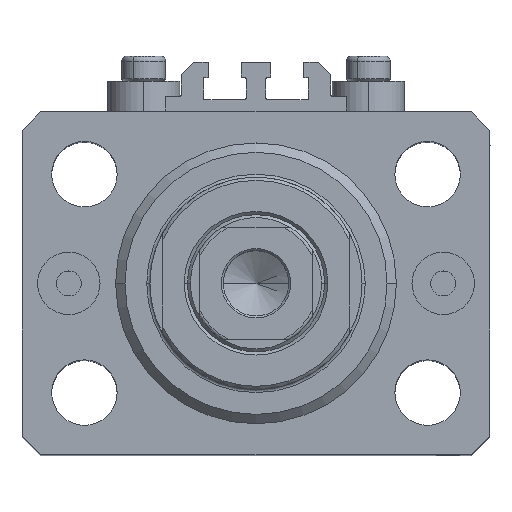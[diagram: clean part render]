
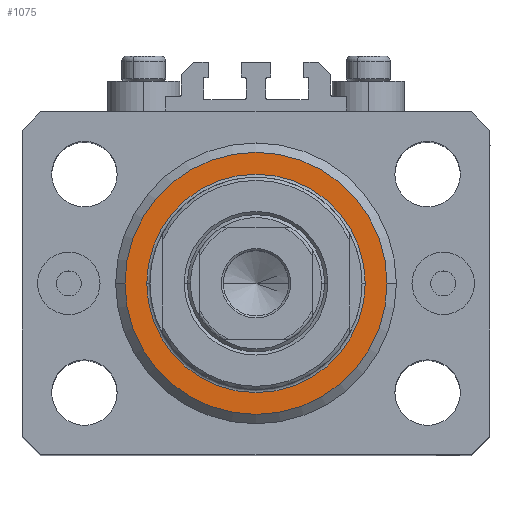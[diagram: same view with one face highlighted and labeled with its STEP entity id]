
A CAD part, top view. The second image highlights one B-rep face of the part: STEP entity #1075.
In plain terms, the highlighted face is planar.
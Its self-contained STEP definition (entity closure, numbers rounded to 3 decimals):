
#1075 = ADVANCED_FACE ( 'NONE', ( #30775, #12640 ), #23879, .F. ) ;
#1492 = EDGE_CURVE ( 'NONE', #7388, #32978, #43434, .T. ) ;
#2237 = EDGE_CURVE ( 'NONE', #32978, #7388, #9930, .T. ) ;
#3103 = VERTEX_POINT ( 'NONE', #15836 ) ;
#3329 = DIRECTION ( 'NONE',  ( 1., 0., 0. ) ) ;
#3411 = CARTESIAN_POINT ( 'NONE',  ( -17.5, 0., 0. ) ) ;
#4021 = CIRCLE ( 'NONE', #27650, 21. ) ;
#5971 = DIRECTION ( 'NONE',  ( 1., 0., 0. ) ) ;
#7388 = VERTEX_POINT ( 'NONE', #3411 ) ;
#9930 = CIRCLE ( 'NONE', #13740, 17.5 ) ;
#11072 = CIRCLE ( 'NONE', #30889, 21. ) ;
#11410 = AXIS2_PLACEMENT_3D ( 'NONE', #38184, #38421, #5971 ) ;
#12640 = FACE_OUTER_BOUND ( 'NONE', #25093, .T. ) ;
#13333 = EDGE_CURVE ( 'NONE', #22364, #3103, #4021, .T. ) ;
#13740 = AXIS2_PLACEMENT_3D ( 'NONE', #25526, #18352, #3329 ) ;
#14463 = AXIS2_PLACEMENT_3D ( 'NONE', #20936, #39302, #32142 ) ;
#15836 = CARTESIAN_POINT ( 'NONE',  ( 21., 0., 0. ) ) ;
#18352 = DIRECTION ( 'NONE',  ( 0., 0., 1. ) ) ;
#19177 = DIRECTION ( 'NONE',  ( 1., 0., 0. ) ) ;
#20936 = CARTESIAN_POINT ( 'NONE',  ( 0., 0., 0. ) ) ;
#22364 = VERTEX_POINT ( 'NONE', #28539 ) ;
#23879 = PLANE ( 'NONE',  #11410 ) ;
#24024 = EDGE_CURVE ( 'NONE', #3103, #22364, #11072, .T. ) ;
#24784 = ORIENTED_EDGE ( 'NONE', *, *, #24024, .T. ) ;
#25093 = EDGE_LOOP ( 'NONE', ( #24784, #37217 ) ) ;
#25466 = DIRECTION ( 'NONE',  ( 0., 0., -1. ) ) ;
#25526 = CARTESIAN_POINT ( 'NONE',  ( 0., 0., 0. ) ) ;
#26104 = CARTESIAN_POINT ( 'NONE',  ( 17.5, 0., 0. ) ) ;
#27650 = AXIS2_PLACEMENT_3D ( 'NONE', #40960, #25466, #44074 ) ;
#28539 = CARTESIAN_POINT ( 'NONE',  ( -21., 0., 0. ) ) ;
#28685 = ORIENTED_EDGE ( 'NONE', *, *, #2237, .T. ) ;
#29645 = ORIENTED_EDGE ( 'NONE', *, *, #1492, .T. ) ;
#30775 = FACE_BOUND ( 'NONE', #45325, .T. ) ;
#30889 = AXIS2_PLACEMENT_3D ( 'NONE', #37545, #33964, #19177 ) ;
#32142 = DIRECTION ( 'NONE',  ( 1., 0., 0. ) ) ;
#32978 = VERTEX_POINT ( 'NONE', #26104 ) ;
#33964 = DIRECTION ( 'NONE',  ( 0., 0., -1. ) ) ;
#37217 = ORIENTED_EDGE ( 'NONE', *, *, #13333, .T. ) ;
#37545 = CARTESIAN_POINT ( 'NONE',  ( 0., 0., 0. ) ) ;
#38184 = CARTESIAN_POINT ( 'NONE',  ( 0., 0., 0. ) ) ;
#38421 = DIRECTION ( 'NONE',  ( 0., 0., 1. ) ) ;
#39302 = DIRECTION ( 'NONE',  ( 0., 0., 1. ) ) ;
#40960 = CARTESIAN_POINT ( 'NONE',  ( 0., 0., 0. ) ) ;
#43434 = CIRCLE ( 'NONE', #14463, 17.5 ) ;
#44074 = DIRECTION ( 'NONE',  ( 1., 0., 0. ) ) ;
#45325 = EDGE_LOOP ( 'NONE', ( #28685, #29645 ) ) ;
